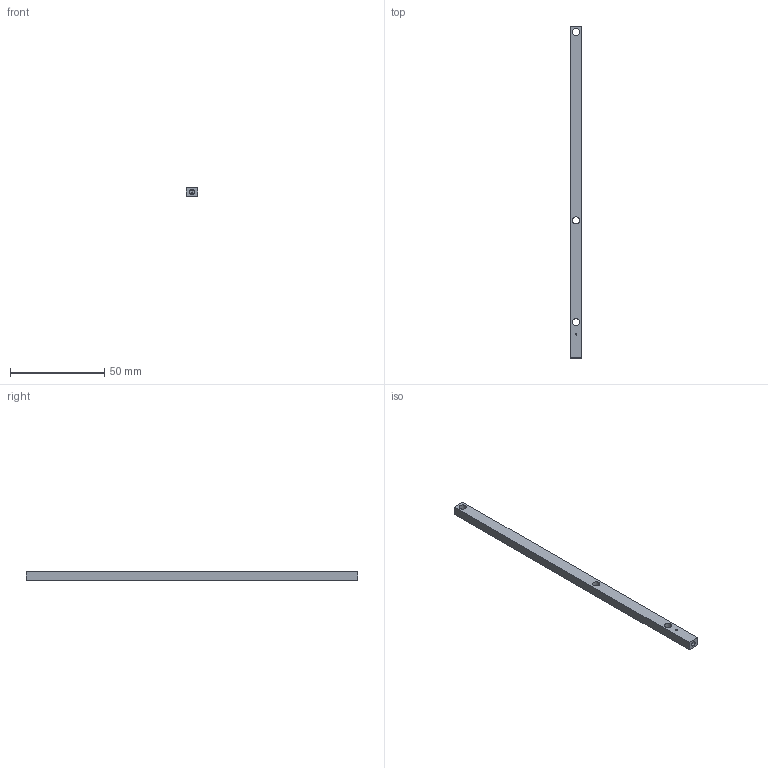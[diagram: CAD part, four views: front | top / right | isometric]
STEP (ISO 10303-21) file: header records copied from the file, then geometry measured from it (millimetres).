
FILE_DESCRIPTION(/* description */ (''),/* implementation_level */ '2;1');
FILE_NAME(/* name */ 'rod(6-32).stp',/* time_stamp */ '2023-05-01T11:03:34-04:00',/* author */ ('Fujitsu'),/* organization */ (''),/* preprocessor_version */ 'ST-DEVELOPER v19.2',/* originating_system */ 'Autodesk Inventor 2024',/* authorisation */ '');
FILE_SCHEMA (('AUTOMOTIVE_DESIGN { 1 0 10303 214 3 1 1 }'));
Length unit declared in the file: inch
Products named in the file (1): rod(6-32)
Bounding box: 6.35 x 176.18 x 4.76 mm (x, y, z)
Volume: 5093.9 mm3; surface area: 4190.1 mm2
Topology: 1 solids, 1 shells, 13 faces, 34 edges, 22 vertices
Faces by surface type: plane 8, cylinder 5
Full cylindrical faces by diameter (mm): 1.016 x1, 2.642 x1, 3.797 x3
Entity records: 499 total; most frequent: CARTESIAN_POINT 104, DIRECTION 72, ORIENTED_EDGE 68, EDGE_CURVE 34, AXIS2_PLACEMENT_3D 26, EDGE_LOOP 22, VERTEX_POINT 22, LINE 20
